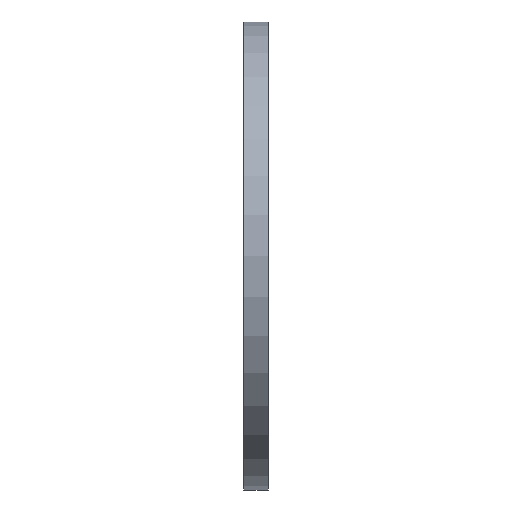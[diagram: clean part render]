
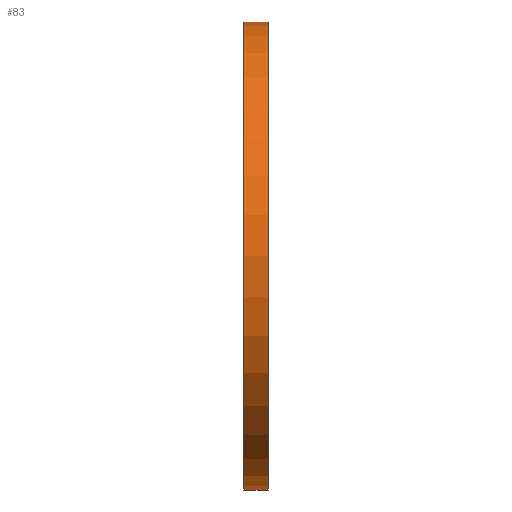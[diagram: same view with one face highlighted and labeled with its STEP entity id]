
A CAD part, front view. The second image highlights one B-rep face of the part: STEP entity #83.
In plain terms, the highlighted cylindrical face has radius 1016 mm (diameter 2032 mm), a partial arc.
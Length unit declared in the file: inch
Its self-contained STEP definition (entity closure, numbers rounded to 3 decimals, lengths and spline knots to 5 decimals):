
#35 = AXIS2_PLACEMENT_3D ( 'NONE', #655, #285, #937 ) ;
#66 = VERTEX_POINT ( 'NONE', #876 ) ;
#67 = ORIENTED_EDGE ( 'NONE', *, *, #1440, .T. ) ;
#83 = ADVANCED_FACE ( 'NONE', ( #1123 ), #612, .T. ) ;
#155 = EDGE_LOOP ( 'NONE', ( #1028, #607, #67, #1259 ) ) ;
#159 = CARTESIAN_POINT ( 'NONE',  ( 4.1875, 0., 40. ) ) ;
#210 = CARTESIAN_POINT ( 'NONE',  ( 0., 0., 40. ) ) ;
#285 = DIRECTION ( 'NONE',  ( -1., 0., 0. ) ) ;
#329 = DIRECTION ( 'NONE',  ( 0., 0., 1. ) ) ;
#336 = LINE ( 'NONE', #210, #1337 ) ;
#350 = CIRCLE ( 'NONE', #35, 40. ) ;
#372 = CARTESIAN_POINT ( 'NONE',  ( 0.0625, 0., 40. ) ) ;
#423 = CARTESIAN_POINT ( 'NONE',  ( 0., 0., -40. ) ) ;
#424 = CIRCLE ( 'NONE', #1362, 40. ) ;
#425 = VECTOR ( 'NONE', #1603, 39.37008 ) ;
#514 = VERTEX_POINT ( 'NONE', #1591 ) ;
#545 = VERTEX_POINT ( 'NONE', #372 ) ;
#607 = ORIENTED_EDGE ( 'NONE', *, *, #998, .T. ) ;
#612 = CYLINDRICAL_SURFACE ( 'NONE', #771, 40. ) ;
#625 = DIRECTION ( 'NONE',  ( -1., 0., 0. ) ) ;
#655 = CARTESIAN_POINT ( 'NONE',  ( 4.1875, 0., 0. ) ) ;
#771 = AXIS2_PLACEMENT_3D ( 'NONE', #883, #625, #1132 ) ;
#823 = EDGE_CURVE ( 'NONE', #514, #545, #424, .T. ) ;
#876 = CARTESIAN_POINT ( 'NONE',  ( 4.1875, 0., -40. ) ) ;
#883 = CARTESIAN_POINT ( 'NONE',  ( 0., 0., 0. ) ) ;
#937 = DIRECTION ( 'NONE',  ( 0., 0., 1. ) ) ;
#998 = EDGE_CURVE ( 'NONE', #66, #1032, #350, .T. ) ;
#1028 = ORIENTED_EDGE ( 'NONE', *, *, #1299, .F. ) ;
#1032 = VERTEX_POINT ( 'NONE', #159 ) ;
#1091 = LINE ( 'NONE', #423, #425 ) ;
#1123 = FACE_OUTER_BOUND ( 'NONE', #155, .T. ) ;
#1132 = DIRECTION ( 'NONE',  ( 0., 0., 1. ) ) ;
#1259 = ORIENTED_EDGE ( 'NONE', *, *, #823, .F. ) ;
#1299 = EDGE_CURVE ( 'NONE', #66, #514, #1091, .T. ) ;
#1337 = VECTOR ( 'NONE', #1640, 39.37008 ) ;
#1362 = AXIS2_PLACEMENT_3D ( 'NONE', #1623, #1496, #329 ) ;
#1440 = EDGE_CURVE ( 'NONE', #1032, #545, #336, .T. ) ;
#1496 = DIRECTION ( 'NONE',  ( -1., 0., 0. ) ) ;
#1591 = CARTESIAN_POINT ( 'NONE',  ( 0.0625, 0., -40. ) ) ;
#1603 = DIRECTION ( 'NONE',  ( -1., 0., 0. ) ) ;
#1623 = CARTESIAN_POINT ( 'NONE',  ( 0.0625, 0., 0. ) ) ;
#1640 = DIRECTION ( 'NONE',  ( -1., 0., 0. ) ) ;
